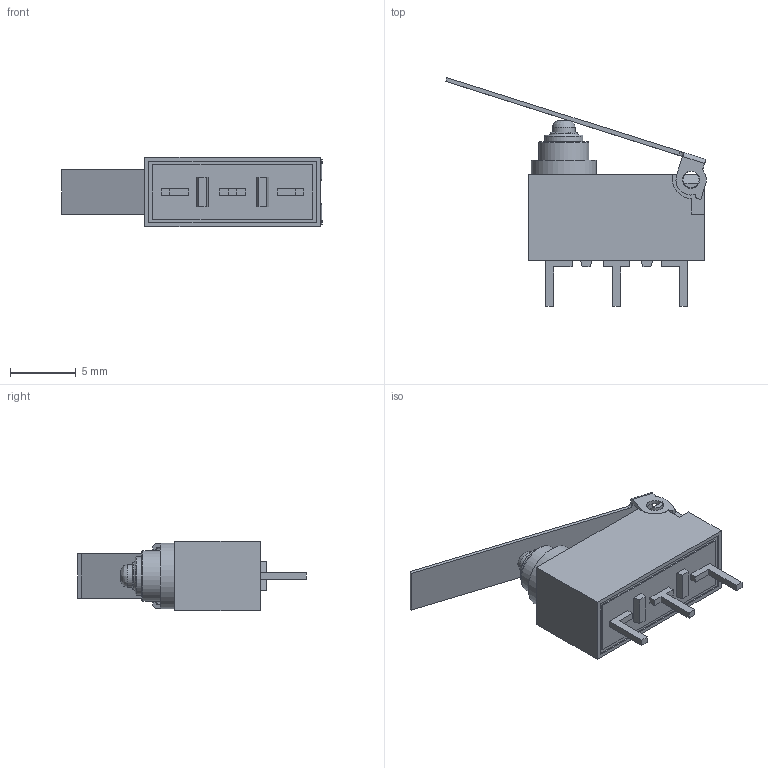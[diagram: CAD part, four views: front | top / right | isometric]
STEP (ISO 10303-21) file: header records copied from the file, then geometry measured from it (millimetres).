
FILE_DESCRIPTION((' '),'2;1');
FILE_NAME('WS0850101F050PA.stp','2017-08-03T13:53:08',(' '),(' '),' ','ACIS',' ');
FILE_SCHEMA(('CONFIG_CONTROL_DESIGN'));
Length unit declared in the file: inch
Products named in the file (1): WS0850101F050PA.stp
Bounding box: 19.76 x 17.36 x 5.3 mm (x, y, z)
Volume: 522.6 mm3; surface area: 649.8 mm2
Topology: 2 solids, 2 shells, 169 faces, 436 edges, 288 vertices
Faces by surface type: plane 113, cylinder 49, torus 6, bspline 1
Full cylindrical faces by diameter (mm): 1.3 x2, 1.7 x1, 2.9 x1, 3.8 x1, 4.5 x1, 4.95 x1
Entity records: 5216 total; most frequent: CARTESIAN_POINT 920, DIRECTION 868, ORIENTED_EDGE 840, EDGE_CURVE 420, VECTOR 310, LINE 310, VERTEX_POINT 286, AXIS2_PLACEMENT_3D 279
